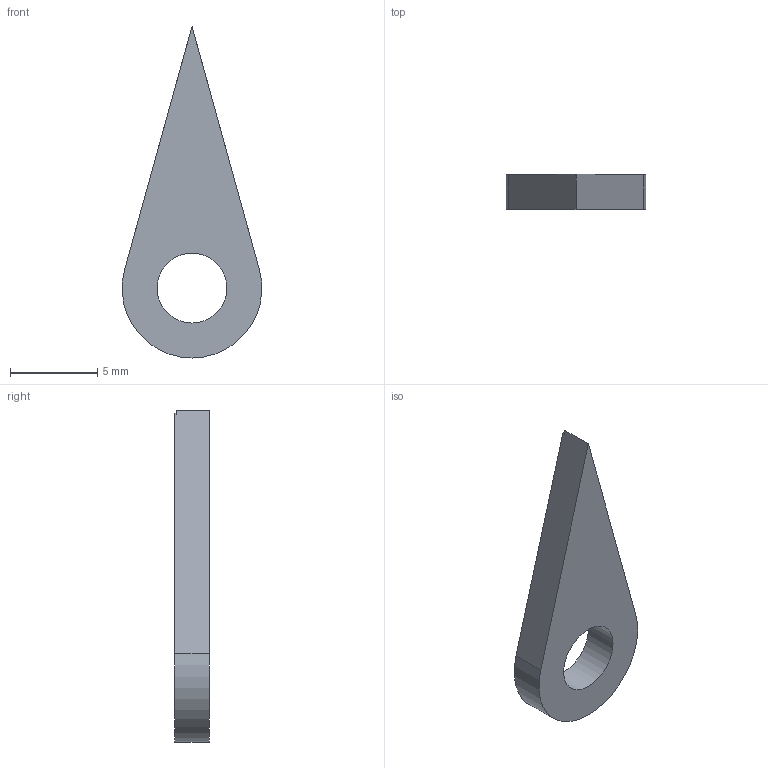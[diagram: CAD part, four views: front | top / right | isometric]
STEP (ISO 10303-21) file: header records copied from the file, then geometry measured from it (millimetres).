
FILE_DESCRIPTION(/* description */ (''),/* implementation_level */ '2;1');
FILE_NAME(/* name */ 'PDW_2021_arrow_ipt_3238f468.STEP',/* time_stamp */ '2020-11-20T00:34:54+00:00',/* author */ ('Daniel'),/* organization */ (''),/* preprocessor_version */ 'ST-DEVELOPER v18.1',/* originating_system */ 'Autodesk Inventor 2021',/* authorisation */ '');
FILE_SCHEMA (('AUTOMOTIVE_DESIGN { 1 0 10303 214 3 1 1 }'));
Length unit declared in the file: millimetre
Products named in the file (1): PDW_2021_arrow
Bounding box: 7.98 x 2 x 19 mm (x, y, z)
Volume: 149.3 mm3; surface area: 264.4 mm2
Topology: 1 solids, 1 shells, 11 faces, 29 edges, 18 vertices
Faces by surface type: plane 9, cylinder 2
Full cylindrical faces by diameter (mm): 4 x1
Entity records: 383 total; most frequent: CARTESIAN_POINT 59, ORIENTED_EDGE 58, DIRECTION 58, EDGE_CURVE 29, LINE 24, VECTOR 24, VERTEX_POINT 18, AXIS2_PLACEMENT_3D 17
